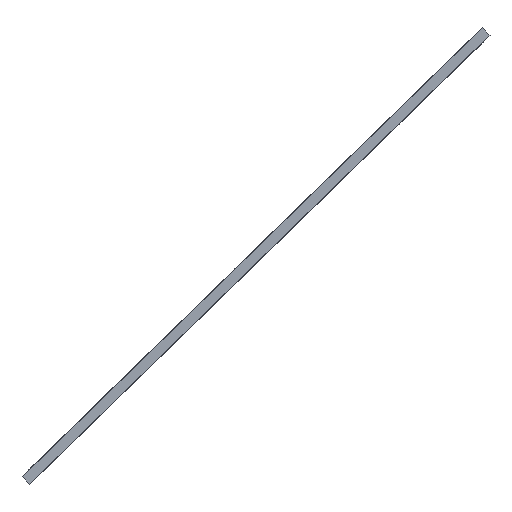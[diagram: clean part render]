
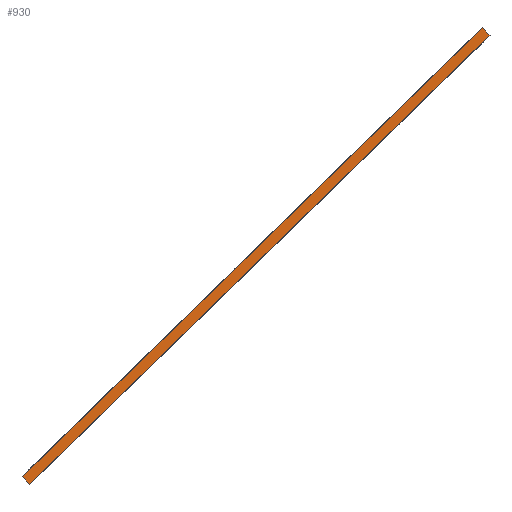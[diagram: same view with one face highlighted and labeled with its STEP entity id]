
A CAD part, front view. The second image highlights one B-rep face of the part: STEP entity #930.
In plain terms, the highlighted planar face has unit normal (0, -1, 0).
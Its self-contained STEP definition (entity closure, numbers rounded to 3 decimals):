
#66=PLANE('',#1030);
#110=FACE_OUTER_BOUND('',#182,.T.);
#182=EDGE_LOOP('',(#863,#864,#865,#866));
#262=LINE('',#1537,#348);
#265=LINE('',#1543,#351);
#267=LINE('',#1546,#353);
#268=LINE('',#1548,#354);
#348=VECTOR('',#1276,10.);
#351=VECTOR('',#1281,10.);
#353=VECTOR('',#1285,10.);
#354=VECTOR('',#1288,10.);
#479=VERTEX_POINT('',#1534);
#480=VERTEX_POINT('',#1536);
#481=VERTEX_POINT('',#1540);
#482=VERTEX_POINT('',#1542);
#604=EDGE_CURVE('',#479,#480,#262,.T.);
#607=EDGE_CURVE('',#481,#482,#265,.T.);
#609=EDGE_CURVE('',#480,#481,#267,.T.);
#610=EDGE_CURVE('',#482,#479,#268,.T.);
#863=ORIENTED_EDGE('',*,*,#610,.F.);
#864=ORIENTED_EDGE('',*,*,#607,.F.);
#865=ORIENTED_EDGE('',*,*,#609,.F.);
#866=ORIENTED_EDGE('',*,*,#604,.F.);
#930=ADVANCED_FACE('',(#110),#66,.F.);
#1030=AXIS2_PLACEMENT_3D('',#1549,#1289,#1290);
#1276=DIRECTION('',(0.716,0.,0.698));
#1281=DIRECTION('',(-0.716,0.,-0.698));
#1285=DIRECTION('',(0.698,0.,-0.716));
#1288=DIRECTION('',(-0.698,0.,0.716));
#1289=DIRECTION('center_axis',(0.,1.,0.));
#1290=DIRECTION('ref_axis',(1.,0.,0.));
#1534=CARTESIAN_POINT('',(-78.306,100.,-95.834));
#1536=CARTESIAN_POINT('',(351.325,100.,322.994));
#1537=CARTESIAN_POINT('',(-78.306,100.,-95.834));
#1540=CARTESIAN_POINT('',(358.306,100.,315.834));
#1542=CARTESIAN_POINT('',(-71.325,100.,-102.994));
#1543=CARTESIAN_POINT('',(358.306,100.,315.834));
#1546=CARTESIAN_POINT('',(351.325,100.,322.994));
#1548=CARTESIAN_POINT('',(-71.325,100.,-102.994));
#1549=CARTESIAN_POINT('Origin',(140.,100.,110.));
